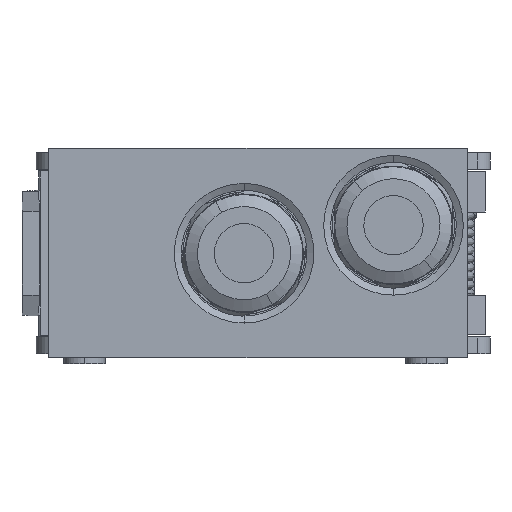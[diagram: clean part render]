
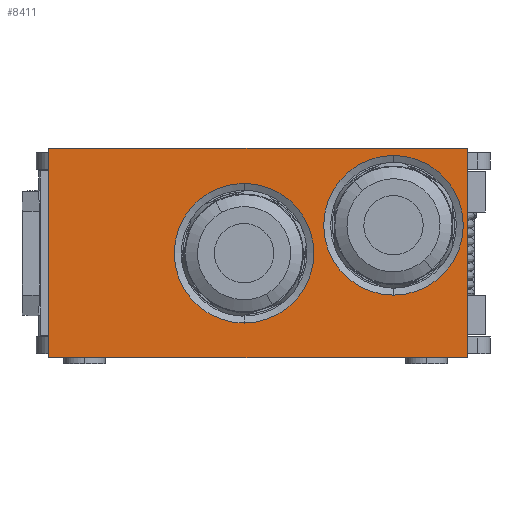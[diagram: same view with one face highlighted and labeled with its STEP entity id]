
A CAD part, front view. The second image highlights one B-rep face of the part: STEP entity #8411.
In plain terms, the highlighted planar face has unit normal (0, -1, 0).
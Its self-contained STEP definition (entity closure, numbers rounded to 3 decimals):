
#808 = DIRECTION ( 'NONE',  ( 0., -1., 0. ) ) ;
#1007 = VERTEX_POINT ( 'NONE', #5524 ) ;
#1035 = VECTOR ( 'NONE', #3495, 1000. ) ;
#1048 = CIRCLE ( 'NONE', #12657, 5. ) ;
#1862 = VECTOR ( 'NONE', #7522, 1000. ) ;
#2025 = LINE ( 'NONE', #9358, #7023 ) ;
#2134 = CIRCLE ( 'NONE', #12332, 5. ) ;
#2229 = DIRECTION ( 'NONE',  ( 0., 0., -1. ) ) ;
#2519 = ORIENTED_EDGE ( 'NONE', *, *, #14406, .T. ) ;
#2560 = CARTESIAN_POINT ( 'NONE',  ( 0., 0., 15. ) ) ;
#2761 = VECTOR ( 'NONE', #8062, 1000. ) ;
#2935 = VERTEX_POINT ( 'NONE', #14174 ) ;
#3157 = CARTESIAN_POINT ( 'NONE',  ( 24.7, 0., 14.5 ) ) ;
#3159 = FACE_BOUND ( 'NONE', #8498, .T. ) ;
#3215 = CIRCLE ( 'NONE', #13023, 5. ) ;
#3483 = ORIENTED_EDGE ( 'NONE', *, *, #5796, .F. ) ;
#3495 = DIRECTION ( 'NONE',  ( 1., 0., 0. ) ) ;
#3503 = CARTESIAN_POINT ( 'NONE',  ( 24.7, 0., 9.5 ) ) ;
#3581 = VERTEX_POINT ( 'NONE', #2560 ) ;
#3590 = CARTESIAN_POINT ( 'NONE',  ( 24.7, 0., 9.5 ) ) ;
#3751 = DIRECTION ( 'NONE',  ( 0., 0., 1. ) ) ;
#3762 = FACE_BOUND ( 'NONE', #11712, .T. ) ;
#3844 = ORIENTED_EDGE ( 'NONE', *, *, #6252, .F. ) ;
#3961 = ORIENTED_EDGE ( 'NONE', *, *, #11776, .T. ) ;
#4495 = DIRECTION ( 'NONE',  ( 0., -1., 0. ) ) ;
#4841 = CARTESIAN_POINT ( 'NONE',  ( 0., 0., 0. ) ) ;
#4912 = PLANE ( 'NONE',  #12520 ) ;
#5028 = CARTESIAN_POINT ( 'NONE',  ( 0., 0., 15. ) ) ;
#5222 = VERTEX_POINT ( 'NONE', #6862 ) ;
#5257 = EDGE_CURVE ( 'NONE', #5222, #9153, #8911, .T. ) ;
#5408 = LINE ( 'NONE', #6046, #1035 ) ;
#5524 = CARTESIAN_POINT ( 'NONE',  ( 14., 0., 2.5 ) ) ;
#5703 = VERTEX_POINT ( 'NONE', #3157 ) ;
#5796 = EDGE_CURVE ( 'NONE', #3581, #5222, #5408, .T. ) ;
#6046 = CARTESIAN_POINT ( 'NONE',  ( 0., 0., 15. ) ) ;
#6252 = EDGE_CURVE ( 'NONE', #2935, #1007, #3215, .T. ) ;
#6375 = CARTESIAN_POINT ( 'NONE',  ( 0., 0., 0. ) ) ;
#6611 = ORIENTED_EDGE ( 'NONE', *, *, #5257, .F. ) ;
#6862 = CARTESIAN_POINT ( 'NONE',  ( 30., 0., 15. ) ) ;
#6953 = DIRECTION ( 'NONE',  ( 0., 0., -1. ) ) ;
#6987 = AXIS2_PLACEMENT_3D ( 'NONE', #10861, #16086, #14735 ) ;
#7023 = VECTOR ( 'NONE', #6953, 1000. ) ;
#7273 = DIRECTION ( 'NONE',  ( 0., 0., -1. ) ) ;
#7488 = DIRECTION ( 'NONE',  ( 0., 1., 0. ) ) ;
#7522 = DIRECTION ( 'NONE',  ( 1., 0., 0. ) ) ;
#7717 = CIRCLE ( 'NONE', #6987, 5. ) ;
#8062 = DIRECTION ( 'NONE',  ( 0., 0., -1. ) ) ;
#8285 = CARTESIAN_POINT ( 'NONE',  ( 14., 0., 7.5 ) ) ;
#8411 = ADVANCED_FACE ( 'NONE', ( #3159, #3762, #11063 ), #4912, .F. ) ;
#8498 = EDGE_LOOP ( 'NONE', ( #10906, #14870 ) ) ;
#8911 = LINE ( 'NONE', #15625, #2761 ) ;
#9153 = VERTEX_POINT ( 'NONE', #12443 ) ;
#9215 = LINE ( 'NONE', #4841, #1862 ) ;
#9358 = CARTESIAN_POINT ( 'NONE',  ( 0., 0., 15. ) ) ;
#9418 = VERTEX_POINT ( 'NONE', #15329 ) ;
#9805 = EDGE_CURVE ( 'NONE', #1007, #2935, #7717, .T. ) ;
#10265 = EDGE_CURVE ( 'NONE', #9418, #5703, #2134, .T. ) ;
#10738 = DIRECTION ( 'NONE',  ( 0., 0., -1. ) ) ;
#10861 = CARTESIAN_POINT ( 'NONE',  ( 14., 0., 7.5 ) ) ;
#10906 = ORIENTED_EDGE ( 'NONE', *, *, #10265, .F. ) ;
#10928 = EDGE_LOOP ( 'NONE', ( #3961, #6611, #3483, #2519 ) ) ;
#11063 = FACE_OUTER_BOUND ( 'NONE', #10928, .T. ) ;
#11595 = ORIENTED_EDGE ( 'NONE', *, *, #9805, .F. ) ;
#11712 = EDGE_LOOP ( 'NONE', ( #11595, #3844 ) ) ;
#11776 = EDGE_CURVE ( 'NONE', #16410, #9153, #9215, .T. ) ;
#12332 = AXIS2_PLACEMENT_3D ( 'NONE', #3590, #12408, #7273 ) ;
#12354 = EDGE_CURVE ( 'NONE', #5703, #9418, #1048, .T. ) ;
#12408 = DIRECTION ( 'NONE',  ( 0., -1., 0. ) ) ;
#12443 = CARTESIAN_POINT ( 'NONE',  ( 30., 0., 0. ) ) ;
#12520 = AXIS2_PLACEMENT_3D ( 'NONE', #5028, #7488, #3751 ) ;
#12657 = AXIS2_PLACEMENT_3D ( 'NONE', #3503, #808, #2229 ) ;
#13023 = AXIS2_PLACEMENT_3D ( 'NONE', #8285, #4495, #10738 ) ;
#14174 = CARTESIAN_POINT ( 'NONE',  ( 14., 0., 12.5 ) ) ;
#14406 = EDGE_CURVE ( 'NONE', #3581, #16410, #2025, .T. ) ;
#14735 = DIRECTION ( 'NONE',  ( 0., 0., -1. ) ) ;
#14870 = ORIENTED_EDGE ( 'NONE', *, *, #12354, .F. ) ;
#15329 = CARTESIAN_POINT ( 'NONE',  ( 24.7, 0., 4.5 ) ) ;
#15625 = CARTESIAN_POINT ( 'NONE',  ( 30., 0., 15. ) ) ;
#16086 = DIRECTION ( 'NONE',  ( 0., -1., 0. ) ) ;
#16410 = VERTEX_POINT ( 'NONE', #6375 ) ;
